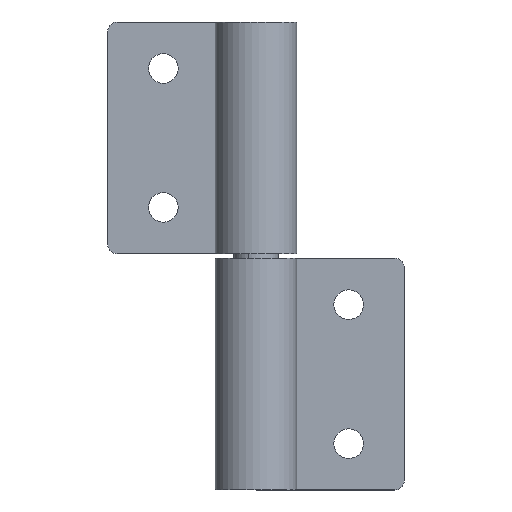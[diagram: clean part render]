
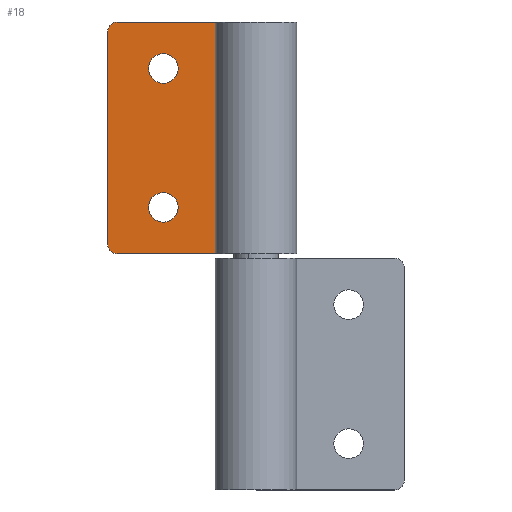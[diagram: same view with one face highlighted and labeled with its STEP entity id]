
A CAD part, top view. The second image highlights one B-rep face of the part: STEP entity #18.
In plain terms, the highlighted planar face has unit normal (0, 0, 1).
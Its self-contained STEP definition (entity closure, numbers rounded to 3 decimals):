
#18=ADVANCED_FACE('',(#58,#50,#51),#548,.T.);
#50=FACE_BOUND('',#91,.T.);
#51=FACE_BOUND('',#92,.T.);
#58=FACE_OUTER_BOUND('',#90,.T.);
#90=EDGE_LOOP('',(#130,#131,#132,#133,#134,#135));
#91=EDGE_LOOP('',(#136,#137));
#92=EDGE_LOOP('',(#138,#139));
#130=ORIENTED_EDGE('',*,*,#288,.F.);
#131=ORIENTED_EDGE('',*,*,#289,.F.);
#132=ORIENTED_EDGE('',*,*,#286,.T.);
#133=ORIENTED_EDGE('',*,*,#312,.T.);
#134=ORIENTED_EDGE('',*,*,#287,.T.);
#135=ORIENTED_EDGE('',*,*,#314,.T.);
#136=ORIENTED_EDGE('',*,*,#304,.T.);
#137=ORIENTED_EDGE('',*,*,#317,.T.);
#138=ORIENTED_EDGE('',*,*,#307,.T.);
#139=ORIENTED_EDGE('',*,*,#320,.T.);
#286=EDGE_CURVE('',#478,#490,#448,.T.);
#287=EDGE_CURVE('',#492,#491,#449,.T.);
#288=EDGE_CURVE('',#479,#493,#450,.T.);
#289=EDGE_CURVE('',#478,#479,#451,.T.);
#304=EDGE_CURVE('',#486,#498,#380,.T.);
#307=EDGE_CURVE('',#488,#500,#382,.T.);
#312=EDGE_CURVE('',#490,#492,#384,.T.);
#314=EDGE_CURVE('',#491,#493,#386,.T.);
#317=EDGE_CURVE('',#498,#486,#388,.T.);
#320=EDGE_CURVE('',#500,#488,#390,.T.);
#380=TRIMMED_CURVE($,#416,(#907),(#908),.T.,.CARTESIAN.);
#382=TRIMMED_CURVE($,#418,(#915),(#916),.T.,.CARTESIAN.);
#384=TRIMMED_CURVE($,#420,(#927),(#928),.T.,.CARTESIAN.);
#386=TRIMMED_CURVE($,#422,(#933),(#934),.T.,.CARTESIAN.);
#388=TRIMMED_CURVE($,#424,(#941),(#942),.T.,.CARTESIAN.);
#390=TRIMMED_CURVE($,#426,(#949),(#950),.T.,.CARTESIAN.);
#416=CIRCLE('',#668,1.6);
#418=CIRCLE('',#670,1.6);
#420=CIRCLE('',#672,1.);
#422=CIRCLE('',#674,1.);
#424=CIRCLE('',#676,1.6);
#426=CIRCLE('',#678,1.6);
#448=B_SPLINE_CURVE_WITH_KNOTS('',1,(#866,#867),.UNSPECIFIED.,.F.,.F.,(2,
2),(14.663,29.663),.UNSPECIFIED.);
#449=B_SPLINE_CURVE_WITH_KNOTS('',1,(#868,#869),.UNSPECIFIED.,.F.,.F.,(2,
2),(1.,24.),.UNSPECIFIED.);
#450=B_SPLINE_CURVE_WITH_KNOTS('',1,(#870,#871),.UNSPECIFIED.,.F.,.F.,(2,
2),(14.663,29.663),.UNSPECIFIED.);
#451=B_SPLINE_CURVE_WITH_KNOTS('',1,(#872,#873),.UNSPECIFIED.,.F.,.F.,(2,
2),(0.,25.),.UNSPECIFIED.);
#478=VERTEX_POINT('',#842);
#479=VERTEX_POINT('',#843);
#486=VERTEX_POINT('',#850);
#488=VERTEX_POINT('',#852);
#490=VERTEX_POINT('',#854);
#491=VERTEX_POINT('',#855);
#492=VERTEX_POINT('',#856);
#493=VERTEX_POINT('',#857);
#498=VERTEX_POINT('',#862);
#500=VERTEX_POINT('',#864);
#548=PLANE('',#650);
#650=AXIS2_PLACEMENT_3D('',#828,#721,$);
#668=AXIS2_PLACEMENT_3D($,#906,#743,#744);
#670=AXIS2_PLACEMENT_3D($,#914,#747,#748);
#672=AXIS2_PLACEMENT_3D($,#926,#751,#752);
#674=AXIS2_PLACEMENT_3D($,#932,#755,#756);
#676=AXIS2_PLACEMENT_3D($,#940,#759,#760);
#678=AXIS2_PLACEMENT_3D($,#948,#763,#764);
#721=DIRECTION('',(0.,0.,1.));
#743=DIRECTION('',(0.,0.,-1.));
#744=DIRECTION('',(-1.,0.,0.));
#747=DIRECTION('',(0.,0.,-1.));
#748=DIRECTION('',(-1.,0.,0.));
#751=DIRECTION('',(0.,0.,1.));
#752=DIRECTION('',(0.,1.,0.));
#755=DIRECTION('',(0.,0.,1.));
#756=DIRECTION('',(-1.,0.,0.));
#759=DIRECTION('',(0.,0.,-1.));
#760=DIRECTION('',(1.,0.,0.));
#763=DIRECTION('',(0.,0.,-1.));
#764=DIRECTION('',(1.,0.,0.));
#828=CARTESIAN_POINT('',(20.,50.5,-0.4));
#842=CARTESIAN_POINT('',(20.,50.5,-0.4));
#843=CARTESIAN_POINT('',(20.,25.5,-0.4));
#850=CARTESIAN_POINT('',(8.4,30.5,-0.4));
#852=CARTESIAN_POINT('',(8.4,45.5,-0.4));
#854=CARTESIAN_POINT('',(5.,50.5,-0.4));
#855=CARTESIAN_POINT('',(4.,26.5,-0.4));
#856=CARTESIAN_POINT('',(4.,49.5,-0.4));
#857=CARTESIAN_POINT('',(5.,25.5,-0.4));
#862=CARTESIAN_POINT('',(11.6,30.5,-0.4));
#864=CARTESIAN_POINT('',(11.6,45.5,-0.4));
#866=CARTESIAN_POINT('',(20.,50.5,-0.4));
#867=CARTESIAN_POINT('',(5.,50.5,-0.4));
#868=CARTESIAN_POINT('',(4.,49.5,-0.4));
#869=CARTESIAN_POINT('',(4.,26.5,-0.4));
#870=CARTESIAN_POINT('',(20.,25.5,-0.4));
#871=CARTESIAN_POINT('',(5.,25.5,-0.4));
#872=CARTESIAN_POINT('',(20.,50.5,-0.4));
#873=CARTESIAN_POINT('',(20.,25.5,-0.4));
#906=CARTESIAN_POINT('',(10.,30.5,-0.4));
#907=CARTESIAN_POINT('',(8.4,30.5,-0.4));
#908=CARTESIAN_POINT('',(11.6,30.5,-0.4));
#914=CARTESIAN_POINT('',(10.,45.5,-0.4));
#915=CARTESIAN_POINT('',(8.4,45.5,-0.4));
#916=CARTESIAN_POINT('',(11.6,45.5,-0.4));
#926=CARTESIAN_POINT('',(5.,49.5,-0.4));
#927=CARTESIAN_POINT('',(5.,50.5,-0.4));
#928=CARTESIAN_POINT('',(4.,49.5,-0.4));
#932=CARTESIAN_POINT('',(5.,26.5,-0.4));
#933=CARTESIAN_POINT('',(4.,26.5,-0.4));
#934=CARTESIAN_POINT('',(5.,25.5,-0.4));
#940=CARTESIAN_POINT('',(10.,30.5,-0.4));
#941=CARTESIAN_POINT('',(11.6,30.5,-0.4));
#942=CARTESIAN_POINT('',(8.4,30.5,-0.4));
#948=CARTESIAN_POINT('',(10.,45.5,-0.4));
#949=CARTESIAN_POINT('',(11.6,45.5,-0.4));
#950=CARTESIAN_POINT('',(8.4,45.5,-0.4));
